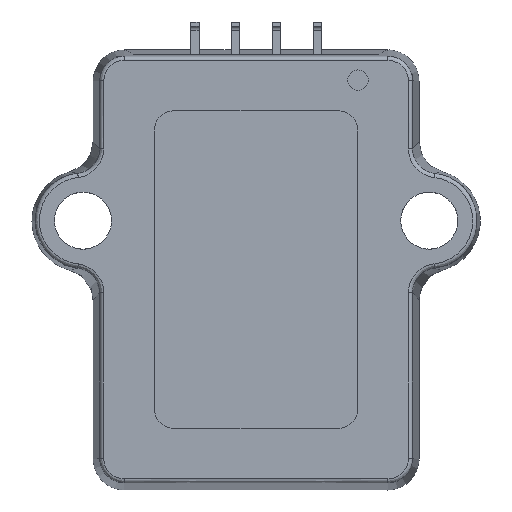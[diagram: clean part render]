
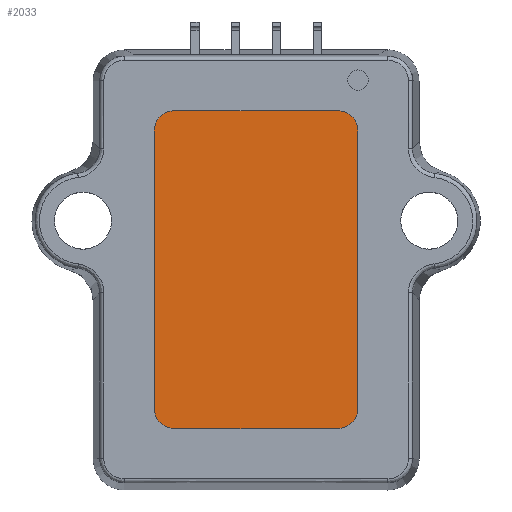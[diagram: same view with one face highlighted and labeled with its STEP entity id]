
A CAD part, top view. The second image highlights one B-rep face of the part: STEP entity #2033.
In plain terms, the highlighted planar face has unit normal (0, 0, 1).
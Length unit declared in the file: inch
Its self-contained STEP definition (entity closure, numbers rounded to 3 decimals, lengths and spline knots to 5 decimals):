
#78 = CIRCLE ( 'NONE', #13268, 0.05 ) ;
#277 = DIRECTION ( 'NONE',  ( 0., 0., 1. ) ) ;
#553 = AXIS2_PLACEMENT_3D ( 'NONE', #5873, #3539, #13195 ) ;
#711 = CIRCLE ( 'NONE', #11869, 0.05 ) ;
#884 = DIRECTION ( 'NONE',  ( 0., 0., 1. ) ) ;
#961 = DIRECTION ( 'NONE',  ( 0., -1., 0. ) ) ;
#1214 = VECTOR ( 'NONE', #12269, 39.37008 ) ;
#1268 = CARTESIAN_POINT ( 'NONE',  ( 2.21277, 1.34217, 0.895 ) ) ;
#1412 = DIRECTION ( 'NONE',  ( -1., 0., 0. ) ) ;
#1587 = CARTESIAN_POINT ( 'NONE',  ( 1.76277, 2.02217, 0.895 ) ) ;
#1741 = ORIENTED_EDGE ( 'NONE', *, *, #3098, .T. ) ;
#1858 = EDGE_CURVE ( 'NONE', #10135, #8122, #2322, .T. ) ;
#2016 = CARTESIAN_POINT ( 'NONE',  ( 1.71277, 1.34217, 0.895 ) ) ;
#2033 = ADVANCED_FACE ( 'NONE', ( #10717 ), #4121, .T. ) ;
#2322 = CIRCLE ( 'NONE', #12121, 0.05 ) ;
#2412 = CARTESIAN_POINT ( 'NONE',  ( 2.16277, 2.07217, 0.895 ) ) ;
#2647 = LINE ( 'NONE', #4803, #1214 ) ;
#2901 = ORIENTED_EDGE ( 'NONE', *, *, #14059, .T. ) ;
#2915 = VERTEX_POINT ( 'NONE', #9408 ) ;
#2960 = DIRECTION ( 'NONE',  ( -1., 0., 0. ) ) ;
#3098 = EDGE_CURVE ( 'NONE', #13030, #9487, #9329, .T. ) ;
#3170 = CARTESIAN_POINT ( 'NONE',  ( 1.71277, 2.07217, 0.895 ) ) ;
#3539 = DIRECTION ( 'NONE',  ( 0., 0., 1. ) ) ;
#3610 = CARTESIAN_POINT ( 'NONE',  ( 1.76277, 1.34217, 0.895 ) ) ;
#3636 = ORIENTED_EDGE ( 'NONE', *, *, #8816, .T. ) ;
#3737 = CARTESIAN_POINT ( 'NONE',  ( 1.76277, 1.29217, 0.895 ) ) ;
#3815 = DIRECTION ( 'NONE',  ( -1., 0., 0. ) ) ;
#4041 = VECTOR ( 'NONE', #12841, 39.37008 ) ;
#4121 = PLANE ( 'NONE',  #6353 ) ;
#4157 = EDGE_CURVE ( 'NONE', #9487, #8292, #6488, .T. ) ;
#4365 = ORIENTED_EDGE ( 'NONE', *, *, #8714, .T. ) ;
#4803 = CARTESIAN_POINT ( 'NONE',  ( 1.76277, 1.29217, 0.895 ) ) ;
#4870 = ORIENTED_EDGE ( 'NONE', *, *, #8236, .T. ) ;
#5252 = EDGE_LOOP ( 'NONE', ( #6393, #8789, #4365, #3636, #2901, #4870, #1741, #11757 ) ) ;
#5873 = CARTESIAN_POINT ( 'NONE',  ( 2.16277, 2.02217, 0.895 ) ) ;
#6240 = CARTESIAN_POINT ( 'NONE',  ( 1.71277, 2.02217, 0.895 ) ) ;
#6353 = AXIS2_PLACEMENT_3D ( 'NONE', #3170, #884, #8625 ) ;
#6393 = ORIENTED_EDGE ( 'NONE', *, *, #11898, .T. ) ;
#6488 = CIRCLE ( 'NONE', #553, 0.05 ) ;
#6685 = VERTEX_POINT ( 'NONE', #6766 ) ;
#6766 = CARTESIAN_POINT ( 'NONE',  ( 1.71277, 1.34217, 0.895 ) ) ;
#7026 = DIRECTION ( 'NONE',  ( 0., 0., 1. ) ) ;
#8122 = VERTEX_POINT ( 'NONE', #6240 ) ;
#8236 = EDGE_CURVE ( 'NONE', #2915, #13030, #78, .T. ) ;
#8292 = VERTEX_POINT ( 'NONE', #2412 ) ;
#8625 = DIRECTION ( 'NONE',  ( 1., 0., 0. ) ) ;
#8714 = EDGE_CURVE ( 'NONE', #8122, #6685, #13071, .T. ) ;
#8789 = ORIENTED_EDGE ( 'NONE', *, *, #1858, .T. ) ;
#8816 = EDGE_CURVE ( 'NONE', #6685, #10290, #711, .T. ) ;
#9166 = LINE ( 'NONE', #13555, #13453 ) ;
#9329 = LINE ( 'NONE', #13699, #4041 ) ;
#9408 = CARTESIAN_POINT ( 'NONE',  ( 2.16277, 1.29217, 0.895 ) ) ;
#9487 = VERTEX_POINT ( 'NONE', #10635 ) ;
#10135 = VERTEX_POINT ( 'NONE', #11863 ) ;
#10290 = VERTEX_POINT ( 'NONE', #3737 ) ;
#10635 = CARTESIAN_POINT ( 'NONE',  ( 2.21277, 2.02217, 0.895 ) ) ;
#10717 = FACE_OUTER_BOUND ( 'NONE', #5252, .T. ) ;
#11221 = DIRECTION ( 'NONE',  ( -1., 0., 0. ) ) ;
#11246 = VECTOR ( 'NONE', #961, 39.37008 ) ;
#11757 = ORIENTED_EDGE ( 'NONE', *, *, #4157, .T. ) ;
#11863 = CARTESIAN_POINT ( 'NONE',  ( 1.76277, 2.07217, 0.895 ) ) ;
#11869 = AXIS2_PLACEMENT_3D ( 'NONE', #3610, #12147, #11221 ) ;
#11898 = EDGE_CURVE ( 'NONE', #8292, #10135, #9166, .T. ) ;
#12121 = AXIS2_PLACEMENT_3D ( 'NONE', #1587, #7026, #2960 ) ;
#12147 = DIRECTION ( 'NONE',  ( 0., 0., 1. ) ) ;
#12269 = DIRECTION ( 'NONE',  ( 1., 0., 0. ) ) ;
#12841 = DIRECTION ( 'NONE',  ( 0., 1., 0. ) ) ;
#13030 = VERTEX_POINT ( 'NONE', #1268 ) ;
#13071 = LINE ( 'NONE', #2016, #11246 ) ;
#13173 = CARTESIAN_POINT ( 'NONE',  ( 2.16277, 1.34217, 0.895 ) ) ;
#13195 = DIRECTION ( 'NONE',  ( -1., 0., 0. ) ) ;
#13268 = AXIS2_PLACEMENT_3D ( 'NONE', #13173, #277, #1412 ) ;
#13453 = VECTOR ( 'NONE', #3815, 39.37008 ) ;
#13555 = CARTESIAN_POINT ( 'NONE',  ( 1.76277, 2.07217, 0.895 ) ) ;
#13699 = CARTESIAN_POINT ( 'NONE',  ( 2.21277, 1.34217, 0.895 ) ) ;
#14059 = EDGE_CURVE ( 'NONE', #10290, #2915, #2647, .T. ) ;
